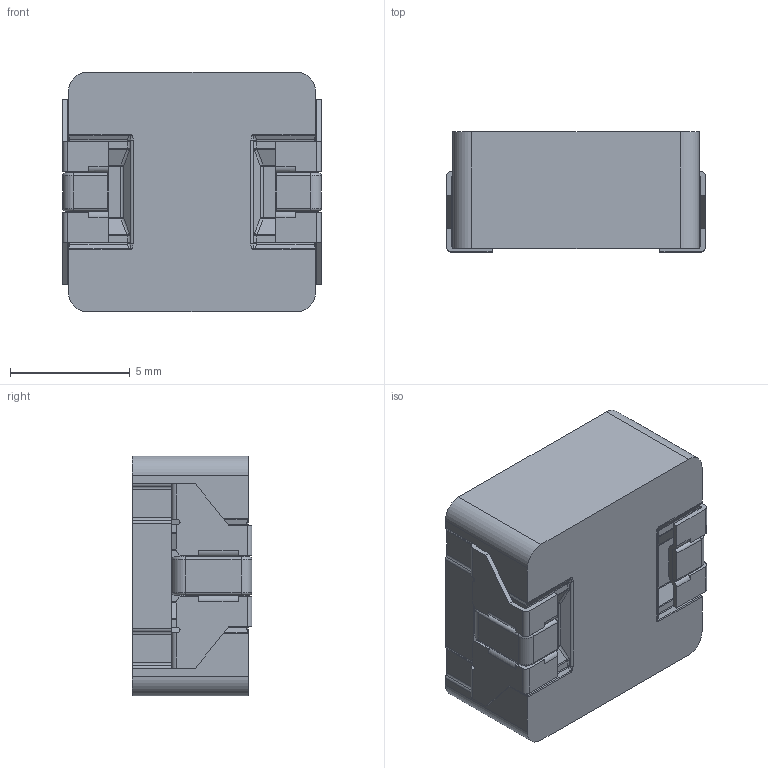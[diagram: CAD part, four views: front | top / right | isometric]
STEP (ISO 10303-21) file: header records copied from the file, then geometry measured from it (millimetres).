
FILE_DESCRIPTION (( 'STEP AP214' ), '1' );
FILE_NAME ('ETQP5M3R3YGC.STEP', '2019-11-25T23:54:23', ( '全社標準PC（ver1809）' ), ( 'パナソニック株式会社' ), 'SwSTEP 2.0', 'SolidWorks 2018', '' );
FILE_SCHEMA (( 'AUTOMOTIVE_DESIGN' ));
Length unit declared in the file: millimetre
Products named in the file (1): ETQP5M3R3YGC
Bounding box: 10.8 x 5 x 10 mm (x, y, z)
Volume: 496.6 mm3; surface area: 517.7 mm2
Topology: 1 solids, 1 shells, 327 faces, 920 edges, 572 vertices
Faces by surface type: plane 161, cylinder 140, torus 8, sphere 8, bspline 8, cone 2
Entity records: 14181 total; most frequent: CARTESIAN_POINT 2080, ORIENTED_EDGE 1824, DIRECTION 1784, EDGE_CURVE 912, AXIS2_PLACEMENT_3D 596, VECTOR 592, LINE 592, VERTEX_POINT 572
